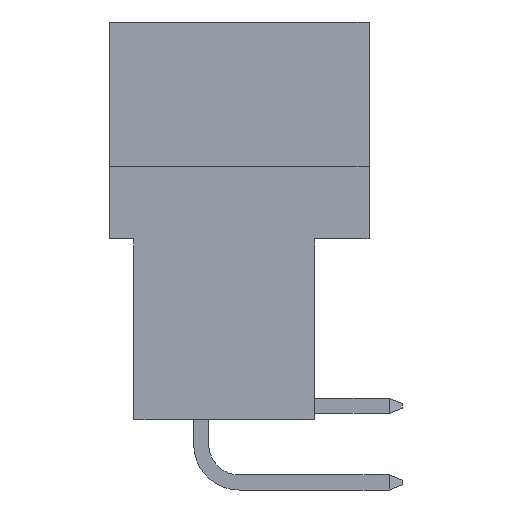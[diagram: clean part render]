
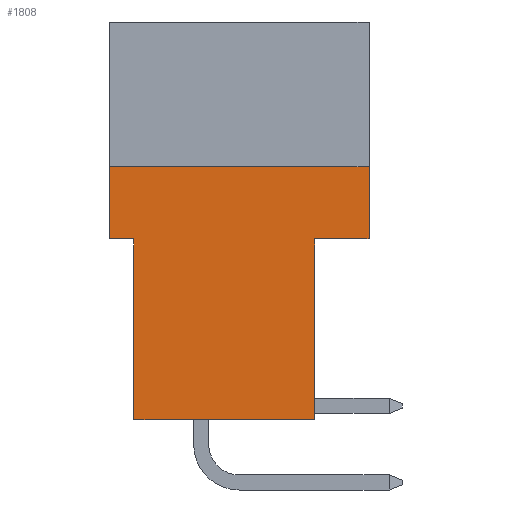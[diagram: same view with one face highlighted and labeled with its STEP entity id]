
A CAD part, left-side view. The second image highlights one B-rep face of the part: STEP entity #1808.
In plain terms, the highlighted planar face has unit normal (-1, 0, 0).
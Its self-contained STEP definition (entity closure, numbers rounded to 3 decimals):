
#150 = EDGE_CURVE ( 'NONE', #5186, #2580, #7164, .T. ) ;
#163 = ORIENTED_EDGE ( 'NONE', *, *, #1959, .F. ) ;
#272 = DIRECTION ( 'NONE',  ( 0., -1., 0. ) ) ;
#274 = ORIENTED_EDGE ( 'NONE', *, *, #1769, .F. ) ;
#505 = CARTESIAN_POINT ( 'NONE',  ( -27., -4.3, -13.2 ) ) ;
#652 = LINE ( 'NONE', #3574, #1330 ) ;
#704 = ORIENTED_EDGE ( 'NONE', *, *, #7246, .T. ) ;
#994 = CARTESIAN_POINT ( 'NONE',  ( -27., 4.3, -4.8 ) ) ;
#1075 = CARTESIAN_POINT ( 'NONE',  ( -27., 4.3, -13.2 ) ) ;
#1164 = VECTOR ( 'NONE', #272, 1000. ) ;
#1208 = VECTOR ( 'NONE', #6884, 1000. ) ;
#1220 = EDGE_LOOP ( 'NONE', ( #2733, #6888, #704, #4431, #274, #163, #3039, #2181 ) ) ;
#1330 = VECTOR ( 'NONE', #6829, 1000. ) ;
#1669 = VERTEX_POINT ( 'NONE', #3204 ) ;
#1705 = VERTEX_POINT ( 'NONE', #3783 ) ;
#1711 = CARTESIAN_POINT ( 'NONE',  ( -27., 4.3, -4.8 ) ) ;
#1760 = VERTEX_POINT ( 'NONE', #3743 ) ;
#1769 = EDGE_CURVE ( 'NONE', #1669, #5186, #7321, .T. ) ;
#1803 = LINE ( 'NONE', #4091, #6567 ) ;
#1808 = ADVANCED_FACE ( 'NONE', ( #4442 ), #7353, .T. ) ;
#1888 = DIRECTION ( 'NONE',  ( 0., 1., 0. ) ) ;
#1948 = EDGE_CURVE ( 'NONE', #3333, #5868, #652, .T. ) ;
#1959 = EDGE_CURVE ( 'NONE', #3333, #1669, #1803, .T. ) ;
#1992 = VERTEX_POINT ( 'NONE', #5709 ) ;
#2019 = CARTESIAN_POINT ( 'NONE',  ( -27., -4.3, -4.8 ) ) ;
#2181 = ORIENTED_EDGE ( 'NONE', *, *, #6210, .T. ) ;
#2252 = DIRECTION ( 'NONE',  ( 0., 0., 1. ) ) ;
#2311 = CARTESIAN_POINT ( 'NONE',  ( -27., 4.3, -13.2 ) ) ;
#2580 = VERTEX_POINT ( 'NONE', #2019 ) ;
#2710 = DIRECTION ( 'NONE',  ( -1., 0., 0. ) ) ;
#2733 = ORIENTED_EDGE ( 'NONE', *, *, #5695, .F. ) ;
#2810 = DIRECTION ( 'NONE',  ( 0., 0., 1. ) ) ;
#2957 = DIRECTION ( 'NONE',  ( 0., 1., 0. ) ) ;
#3039 = ORIENTED_EDGE ( 'NONE', *, *, #1948, .T. ) ;
#3204 = CARTESIAN_POINT ( 'NONE',  ( -27., 4.3, -7.2 ) ) ;
#3226 = DIRECTION ( 'NONE',  ( 0., 0., 1. ) ) ;
#3333 = VERTEX_POINT ( 'NONE', #4155 ) ;
#3574 = CARTESIAN_POINT ( 'NONE',  ( -27., 3.5, -7.2 ) ) ;
#3743 = CARTESIAN_POINT ( 'NONE',  ( -27., -4.3, -7.2 ) ) ;
#3777 = EDGE_CURVE ( 'NONE', #1760, #1992, #5267, .T. ) ;
#3783 = CARTESIAN_POINT ( 'NONE',  ( -27., -2.5, -13.2 ) ) ;
#4056 = DIRECTION ( 'NONE',  ( 0., 0., -1. ) ) ;
#4091 = CARTESIAN_POINT ( 'NONE',  ( -27., 4.3, -7.2 ) ) ;
#4126 = CARTESIAN_POINT ( 'NONE',  ( -27., 3.5, -13.2 ) ) ;
#4155 = CARTESIAN_POINT ( 'NONE',  ( -27., 3.5, -7.2 ) ) ;
#4169 = VECTOR ( 'NONE', #2810, 1000. ) ;
#4381 = VECTOR ( 'NONE', #3226, 1000. ) ;
#4431 = ORIENTED_EDGE ( 'NONE', *, *, #150, .F. ) ;
#4442 = FACE_OUTER_BOUND ( 'NONE', #1220, .T. ) ;
#4675 = LINE ( 'NONE', #2311, #1208 ) ;
#5186 = VERTEX_POINT ( 'NONE', #1711 ) ;
#5238 = VECTOR ( 'NONE', #1888, 1000. ) ;
#5242 = AXIS2_PLACEMENT_3D ( 'NONE', #1075, #2710, #2252 ) ;
#5267 = LINE ( 'NONE', #7094, #5238 ) ;
#5531 = CARTESIAN_POINT ( 'NONE',  ( -27., 4.3, -13.2 ) ) ;
#5695 = EDGE_CURVE ( 'NONE', #1992, #1705, #5708, .T. ) ;
#5708 = LINE ( 'NONE', #7320, #6789 ) ;
#5709 = CARTESIAN_POINT ( 'NONE',  ( -27., -2.5, -7.2 ) ) ;
#5868 = VERTEX_POINT ( 'NONE', #4126 ) ;
#6210 = EDGE_CURVE ( 'NONE', #5868, #1705, #4675, .T. ) ;
#6567 = VECTOR ( 'NONE', #2957, 1000. ) ;
#6789 = VECTOR ( 'NONE', #4056, 1000. ) ;
#6829 = DIRECTION ( 'NONE',  ( 0., 0., -1. ) ) ;
#6884 = DIRECTION ( 'NONE',  ( 0., -1., 0. ) ) ;
#6888 = ORIENTED_EDGE ( 'NONE', *, *, #3777, .F. ) ;
#7094 = CARTESIAN_POINT ( 'NONE',  ( -27., -2.5, -7.2 ) ) ;
#7164 = LINE ( 'NONE', #994, #1164 ) ;
#7167 = LINE ( 'NONE', #505, #4381 ) ;
#7246 = EDGE_CURVE ( 'NONE', #1760, #2580, #7167, .T. ) ;
#7320 = CARTESIAN_POINT ( 'NONE',  ( -27., -2.5, -7.2 ) ) ;
#7321 = LINE ( 'NONE', #5531, #4169 ) ;
#7353 = PLANE ( 'NONE',  #5242 ) ;
